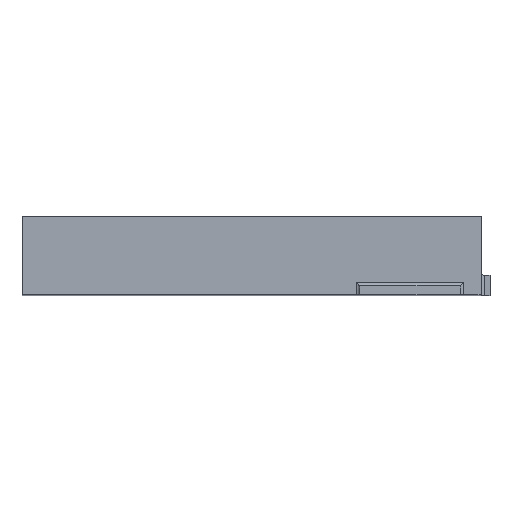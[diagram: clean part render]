
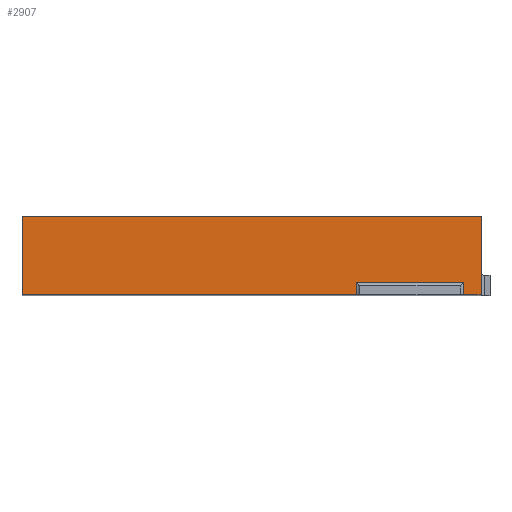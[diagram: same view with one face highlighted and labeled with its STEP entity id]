
A CAD part, top view. The second image highlights one B-rep face of the part: STEP entity #2907.
In plain terms, the highlighted planar face has unit normal (0, 0, 1).
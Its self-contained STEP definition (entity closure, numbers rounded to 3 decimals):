
#16 = VECTOR ( 'NONE', #395, 1000. ) ;
#38 = VERTEX_POINT ( 'NONE', #5136 ) ;
#106 = ORIENTED_EDGE ( 'NONE', *, *, #1492, .T. ) ;
#175 = VERTEX_POINT ( 'NONE', #4982 ) ;
#249 = CARTESIAN_POINT ( 'NONE',  ( 102.5, 0., 90. ) ) ;
#395 = DIRECTION ( 'NONE',  ( -1., 0., 0. ) ) ;
#416 = DIRECTION ( 'NONE',  ( 1., 0., 0. ) ) ;
#491 = EDGE_LOOP ( 'NONE', ( #106, #3846, #2023, #4543, #1372, #1201, #1434, #3070 ) ) ;
#692 = CARTESIAN_POINT ( 'NONE',  ( 102.5, 35., 90. ) ) ;
#726 = PLANE ( 'NONE',  #3813 ) ;
#737 = VECTOR ( 'NONE', #1353, 1000. ) ;
#756 = CARTESIAN_POINT ( 'NONE',  ( 102.5, 35., 90. ) ) ;
#990 = LINE ( 'NONE', #4605, #737 ) ;
#1120 = DIRECTION ( 'NONE',  ( 0., -1., 0. ) ) ;
#1182 = DIRECTION ( 'NONE',  ( -1., 0., 0. ) ) ;
#1201 = ORIENTED_EDGE ( 'NONE', *, *, #3436, .T. ) ;
#1353 = DIRECTION ( 'NONE',  ( 1., 0., 0. ) ) ;
#1372 = ORIENTED_EDGE ( 'NONE', *, *, #3601, .T. ) ;
#1434 = ORIENTED_EDGE ( 'NONE', *, *, #4504, .F. ) ;
#1492 = EDGE_CURVE ( 'NONE', #175, #2772, #990, .T. ) ;
#1575 = VERTEX_POINT ( 'NONE', #4998 ) ;
#1688 = VERTEX_POINT ( 'NONE', #3021 ) ;
#1771 = CARTESIAN_POINT ( 'NONE',  ( -102.5, 35., 90. ) ) ;
#1827 = VECTOR ( 'NONE', #1930, 1000. ) ;
#1930 = DIRECTION ( 'NONE',  ( -1., 0., 0. ) ) ;
#2023 = ORIENTED_EDGE ( 'NONE', *, *, #3781, .F. ) ;
#2072 = EDGE_CURVE ( 'NONE', #38, #2708, #4699, .T. ) ;
#2108 = CARTESIAN_POINT ( 'NONE',  ( 102.5, 0., 90. ) ) ;
#2154 = VECTOR ( 'NONE', #2932, 1000. ) ;
#2209 = CARTESIAN_POINT ( 'NONE',  ( 94.75, 0., 90. ) ) ;
#2246 = VECTOR ( 'NONE', #3922, 1000. ) ;
#2567 = CARTESIAN_POINT ( 'NONE',  ( -102.5, 35., 90. ) ) ;
#2623 = LINE ( 'NONE', #2209, #2830 ) ;
#2697 = FACE_OUTER_BOUND ( 'NONE', #491, .T. ) ;
#2706 = LINE ( 'NONE', #3811, #2246 ) ;
#2708 = VERTEX_POINT ( 'NONE', #2108 ) ;
#2770 = LINE ( 'NONE', #2567, #2154 ) ;
#2772 = VERTEX_POINT ( 'NONE', #3833 ) ;
#2787 = LINE ( 'NONE', #4369, #4672 ) ;
#2830 = VECTOR ( 'NONE', #1120, 1000. ) ;
#2907 = ADVANCED_FACE ( 'NONE', ( #2697 ), #726, .T. ) ;
#2932 = DIRECTION ( 'NONE',  ( 0., -1., 0. ) ) ;
#3021 = CARTESIAN_POINT ( 'NONE',  ( 94.75, 0., 90. ) ) ;
#3070 = ORIENTED_EDGE ( 'NONE', *, *, #4437, .T. ) ;
#3365 = CARTESIAN_POINT ( 'NONE',  ( -102.5, 0., 90. ) ) ;
#3436 = EDGE_CURVE ( 'NONE', #3916, #3622, #2770, .T. ) ;
#3601 = EDGE_CURVE ( 'NONE', #38, #3916, #2787, .T. ) ;
#3622 = VERTEX_POINT ( 'NONE', #3365 ) ;
#3781 = EDGE_CURVE ( 'NONE', #2708, #1688, #3860, .T. ) ;
#3811 = CARTESIAN_POINT ( 'NONE',  ( 46.75, 4., 90. ) ) ;
#3813 = AXIS2_PLACEMENT_3D ( 'NONE', #756, #4436, #416 ) ;
#3833 = CARTESIAN_POINT ( 'NONE',  ( 94.75, 5.5, 90. ) ) ;
#3846 = ORIENTED_EDGE ( 'NONE', *, *, #4734, .T. ) ;
#3860 = LINE ( 'NONE', #249, #1827 ) ;
#3902 = VECTOR ( 'NONE', #4645, 1000. ) ;
#3916 = VERTEX_POINT ( 'NONE', #1771 ) ;
#3922 = DIRECTION ( 'NONE',  ( 0., 1., 0. ) ) ;
#4000 = CARTESIAN_POINT ( 'NONE',  ( 102.5, 0., 90. ) ) ;
#4369 = CARTESIAN_POINT ( 'NONE',  ( 102.5, 35., 90. ) ) ;
#4436 = DIRECTION ( 'NONE',  ( 0., 0., 1. ) ) ;
#4437 = EDGE_CURVE ( 'NONE', #1575, #175, #2706, .T. ) ;
#4504 = EDGE_CURVE ( 'NONE', #1575, #3622, #5155, .T. ) ;
#4543 = ORIENTED_EDGE ( 'NONE', *, *, #2072, .F. ) ;
#4605 = CARTESIAN_POINT ( 'NONE',  ( 93.25, 5.5, 90. ) ) ;
#4645 = DIRECTION ( 'NONE',  ( 0., -1., 0. ) ) ;
#4672 = VECTOR ( 'NONE', #1182, 1000. ) ;
#4699 = LINE ( 'NONE', #692, #3902 ) ;
#4734 = EDGE_CURVE ( 'NONE', #2772, #1688, #2623, .T. ) ;
#4982 = CARTESIAN_POINT ( 'NONE',  ( 46.75, 5.5, 90. ) ) ;
#4998 = CARTESIAN_POINT ( 'NONE',  ( 46.75, 0., 90. ) ) ;
#5136 = CARTESIAN_POINT ( 'NONE',  ( 102.5, 35., 90. ) ) ;
#5155 = LINE ( 'NONE', #4000, #16 ) ;
